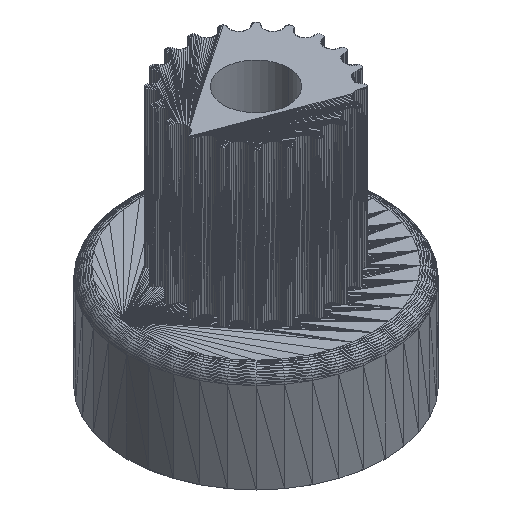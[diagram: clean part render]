
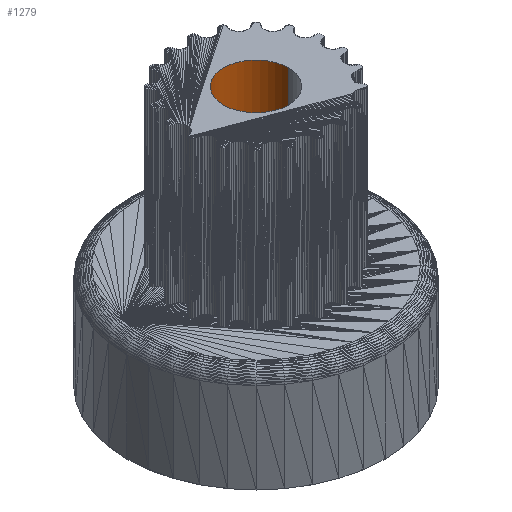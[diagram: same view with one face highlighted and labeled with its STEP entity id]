
A CAD part, isometric view. The second image highlights one B-rep face of the part: STEP entity #1279.
In plain terms, the highlighted cylindrical face has radius 2.5 mm (diameter 5 mm), a partial arc.
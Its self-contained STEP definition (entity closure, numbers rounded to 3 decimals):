
#484 = CYLINDRICAL_SURFACE ( 'NONE', #23371, 2.5 ) ;
#1164 = VECTOR ( 'NONE', #24644, 1000. ) ;
#1279 = ADVANCED_FACE ( 'NONE', ( #46486 ), #484, .F. ) ;
#1334 = DIRECTION ( 'NONE',  ( 0., 0., -1. ) ) ;
#2966 = VERTEX_POINT ( 'NONE', #10627 ) ;
#4498 = DIRECTION ( 'NONE',  ( 0., 0., -1. ) ) ;
#5465 = CARTESIAN_POINT ( 'NONE',  ( 2.5, 0., 0. ) ) ;
#6511 = CIRCLE ( 'NONE', #46878, 2.5 ) ;
#7069 = CARTESIAN_POINT ( 'NONE',  ( 2.5, 0., 20. ) ) ;
#10627 = CARTESIAN_POINT ( 'NONE',  ( -2.5, 0., 0. ) ) ;
#13368 = CARTESIAN_POINT ( 'NONE',  ( 0., 0., 0. ) ) ;
#13974 = CARTESIAN_POINT ( 'NONE',  ( -2.5, 0., 20. ) ) ;
#14239 = VERTEX_POINT ( 'NONE', #19187 ) ;
#14782 = ORIENTED_EDGE ( 'NONE', *, *, #43208, .T. ) ;
#15196 = EDGE_CURVE ( 'NONE', #14239, #21085, #32714, .T. ) ;
#15509 = LINE ( 'NONE', #40529, #1164 ) ;
#19187 = CARTESIAN_POINT ( 'NONE',  ( -2.5, 0., 20. ) ) ;
#20933 = DIRECTION ( 'NONE',  ( 0., 0., -1. ) ) ;
#21085 = VERTEX_POINT ( 'NONE', #7069 ) ;
#23371 = AXIS2_PLACEMENT_3D ( 'NONE', #37620, #20933, #38422 ) ;
#24644 = DIRECTION ( 'NONE',  ( 0., 0., -1. ) ) ;
#24884 = EDGE_CURVE ( 'NONE', #2966, #28084, #6511, .T. ) ;
#25475 = DIRECTION ( 'NONE',  ( -1., 0., 0. ) ) ;
#26895 = EDGE_LOOP ( 'NONE', ( #49448, #45042, #14782, #35767 ) ) ;
#28084 = VERTEX_POINT ( 'NONE', #5465 ) ;
#30974 = EDGE_CURVE ( 'NONE', #21085, #28084, #15509, .T. ) ;
#32714 = CIRCLE ( 'NONE', #49035, 2.5 ) ;
#35753 = VECTOR ( 'NONE', #1334, 1000. ) ;
#35767 = ORIENTED_EDGE ( 'NONE', *, *, #24884, .T. ) ;
#37327 = DIRECTION ( 'NONE',  ( -1., 0., 0. ) ) ;
#37620 = CARTESIAN_POINT ( 'NONE',  ( 0., 0., 20. ) ) ;
#38422 = DIRECTION ( 'NONE',  ( -1., 0., 0. ) ) ;
#40529 = CARTESIAN_POINT ( 'NONE',  ( 2.5, 0., 20. ) ) ;
#41349 = CARTESIAN_POINT ( 'NONE',  ( 0., 0., 20. ) ) ;
#41959 = LINE ( 'NONE', #13974, #35753 ) ;
#43208 = EDGE_CURVE ( 'NONE', #14239, #2966, #41959, .T. ) ;
#45042 = ORIENTED_EDGE ( 'NONE', *, *, #15196, .F. ) ;
#46486 = FACE_OUTER_BOUND ( 'NONE', #26895, .T. ) ;
#46878 = AXIS2_PLACEMENT_3D ( 'NONE', #13368, #4498, #37327 ) ;
#49035 = AXIS2_PLACEMENT_3D ( 'NONE', #41349, #50229, #25475 ) ;
#49448 = ORIENTED_EDGE ( 'NONE', *, *, #30974, .F. ) ;
#50229 = DIRECTION ( 'NONE',  ( 0., 0., -1. ) ) ;
